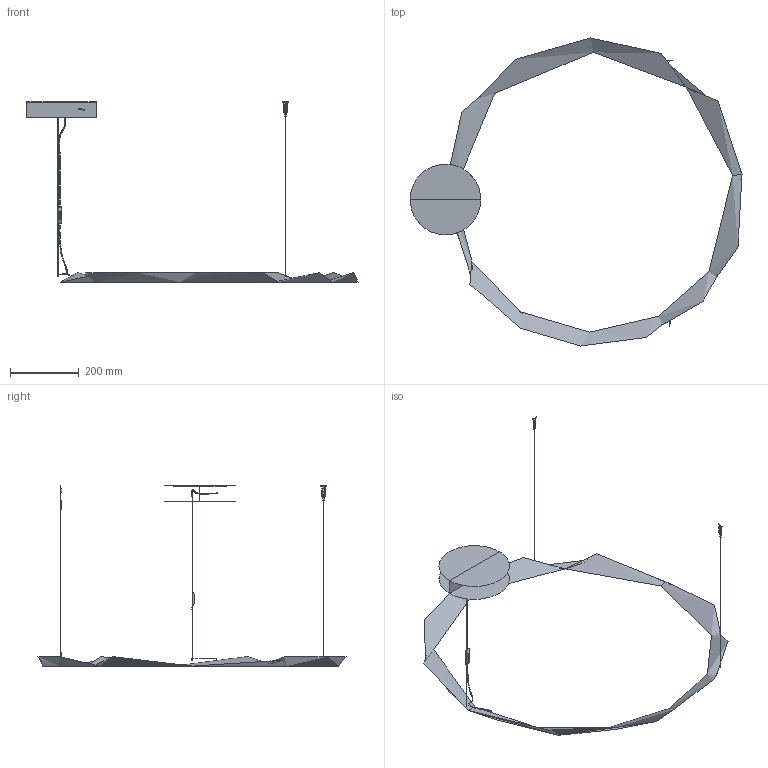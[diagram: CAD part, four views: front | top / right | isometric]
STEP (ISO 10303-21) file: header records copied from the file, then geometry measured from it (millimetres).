
FILE_DESCRIPTION(/* description */ (''),/* implementation_level */ '2;1');
FILE_NAME(/* name */ 'ripple 90',/* time_stamp */ '2021-05-11T18:22:25+02:00',/* author */ (''),/* organization */ (''),/* preprocessor_version */ 'ST-DEVELOPER v15',/* originating_system */ '',/* authorisation */ '');
FILE_SCHEMA (('AUTOMOTIVE_DESIGN'));
Length unit declared in the file: millimetre
Products named in the file (1): Document
Bounding box: 964.02 x 894.39 x 523.12 mm (x, y, z)
Volume: 6518218.5 mm3; surface area: 624548.3 mm2
Topology: 8 solids, 9 shells, 805 faces, 2144 edges, 1362 vertices
Faces by surface type: bspline 606, plane 199
Entity records: 41748 total; most frequent: CARTESIAN_POINT 29428, ORIENTED_EDGE 4252, EDGE_CURVE 2137, VERTEX_POINT 1363, B_SPLINE_CURVE_WITH_KNOTS 1156, EDGE_LOOP 838, ADVANCED_FACE 802, FACE_OUTER_BOUND 802
